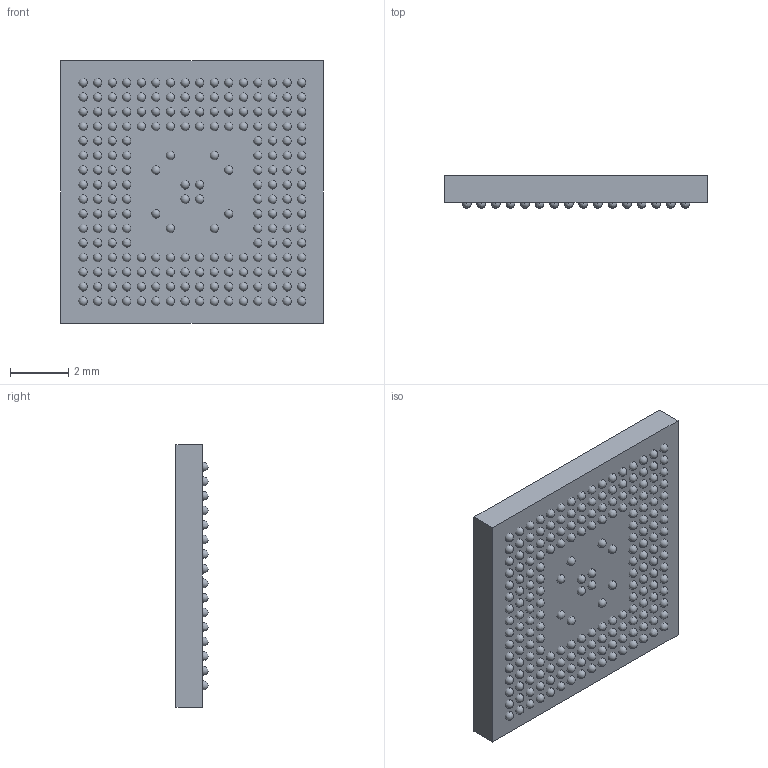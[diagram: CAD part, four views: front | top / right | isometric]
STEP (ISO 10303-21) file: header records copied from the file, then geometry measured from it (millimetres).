
FILE_DESCRIPTION(/* description */ (''),/* implementation_level */ '2;1');
FILE_NAME(/* name */ '',/* time_stamp */ '',/* author */ (''),/* organization */ (''),/* preprocessor_version */ '',/* originating_system */ '',/* authorisation */ '');
FILE_SCHEMA (('AUTOMOTIVE_DESIGN { 1 0 10303 214 3 1 1 }'));
Length unit declared in the file: millimetre
Products named in the file (3): PortalPlayer PP5021C-TDF; PortalPlayer PP5021C-TDF_Body; PortalPlayer PP5021C-TDF_Ball
Assembly tree (205 placements, depth 2):
  PortalPlayer PP5021C-TDF
    PortalPlayer PP5021C-TDF_Body
    PortalPlayer PP5021C-TDF_Ball  x204
Bounding box: 9 x 1.1 x 9 mm (x, y, z)
Volume: 75.8 mm3; surface area: 252.2 mm2
Topology: 205 solids, 205 shells, 713 faces, 1959 edges, 1306 vertices
Faces by surface type: plane 294, bspline 212, sphere 204, cylinder 3
Full cylindrical faces by diameter (mm): 0.6 x1, 0.95 x1, 1.25 x1
Entity records: 18805 total; most frequent: CARTESIAN_POINT 5587, ORIENTED_EDGE 2690, DIRECTION 1948, EDGE_CURVE 1345, LINE 914, VECTOR 914, VERTEX_POINT 900, EDGE_LOOP 571
